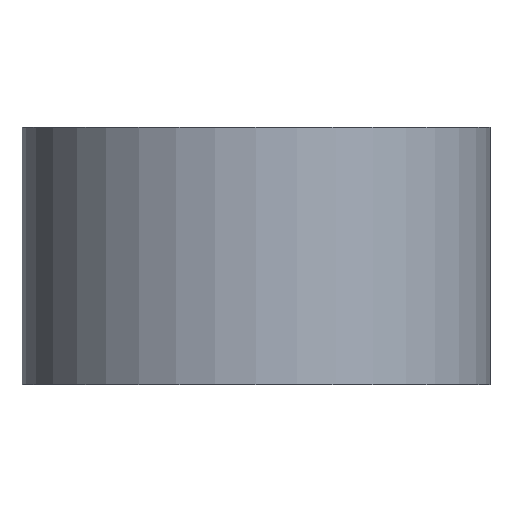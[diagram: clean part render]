
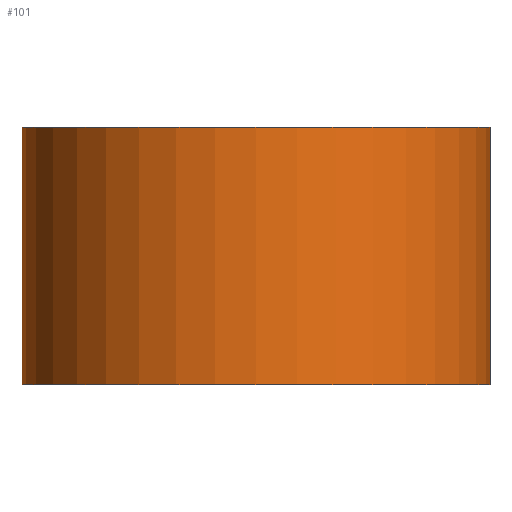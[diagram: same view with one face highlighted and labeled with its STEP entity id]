
A CAD part, front view. The second image highlights one B-rep face of the part: STEP entity #101.
In plain terms, the highlighted cylindrical face has radius 11.532 mm (diameter 23.063 mm), a partial arc.
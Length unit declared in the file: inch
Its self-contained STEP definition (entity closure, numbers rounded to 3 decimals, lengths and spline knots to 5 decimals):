
#7 = AXIS2_PLACEMENT_3D ( 'NONE', #23, #511, #170 ) ;
#23 = CARTESIAN_POINT ( 'NONE',  ( 0.406, -1.25, 0.25 ) ) ;
#47 = CIRCLE ( 'NONE', #7, 0.454 ) ;
#49 = DIRECTION ( 'NONE',  ( 0., 0., -1. ) ) ;
#61 = VERTEX_POINT ( 'NONE', #355 ) ;
#81 = CARTESIAN_POINT ( 'NONE',  ( -0.048, -1.25, 0.25 ) ) ;
#100 = DIRECTION ( 'NONE',  ( 0., 0., -1. ) ) ;
#101 = ADVANCED_FACE ( 'NONE', ( #321 ), #397, .T. ) ;
#129 = DIRECTION ( 'NONE',  ( -1., 0., 0. ) ) ;
#132 = DIRECTION ( 'NONE',  ( 0., 0., -1. ) ) ;
#147 = VERTEX_POINT ( 'NONE', #557 ) ;
#148 = DIRECTION ( 'NONE',  ( 0., 0., -1. ) ) ;
#162 = EDGE_CURVE ( 'NONE', #147, #529, #421, .T. ) ;
#165 = LINE ( 'NONE', #81, #524 ) ;
#170 = DIRECTION ( 'NONE',  ( 1., 0., 0. ) ) ;
#176 = CARTESIAN_POINT ( 'NONE',  ( 0.406, -1.25, 0.25 ) ) ;
#186 = ORIENTED_EDGE ( 'NONE', *, *, #162, .F. ) ;
#189 = CARTESIAN_POINT ( 'NONE',  ( 0.406, -1.25, -0.25 ) ) ;
#195 = EDGE_CURVE ( 'NONE', #61, #147, #293, .T. ) ;
#266 = EDGE_CURVE ( 'NONE', #61, #298, #47, .T. ) ;
#293 = LINE ( 'NONE', #426, #404 ) ;
#297 = EDGE_LOOP ( 'NONE', ( #186, #523, #546, #495 ) ) ;
#298 = VERTEX_POINT ( 'NONE', #483 ) ;
#313 = CARTESIAN_POINT ( 'NONE',  ( -0.048, -1.25, -0.25 ) ) ;
#321 = FACE_OUTER_BOUND ( 'NONE', #297, .T. ) ;
#331 = AXIS2_PLACEMENT_3D ( 'NONE', #176, #148, #129 ) ;
#339 = DIRECTION ( 'NONE',  ( 1., 0., 0. ) ) ;
#355 = CARTESIAN_POINT ( 'NONE',  ( 0.406, -0.796, 0.25 ) ) ;
#361 = AXIS2_PLACEMENT_3D ( 'NONE', #189, #132, #339 ) ;
#397 = CYLINDRICAL_SURFACE ( 'NONE', #331, 0.454 ) ;
#404 = VECTOR ( 'NONE', #100, 39.37008 ) ;
#421 = CIRCLE ( 'NONE', #361, 0.454 ) ;
#426 = CARTESIAN_POINT ( 'NONE',  ( 0.406, -0.796, 0.25 ) ) ;
#468 = EDGE_CURVE ( 'NONE', #298, #529, #165, .T. ) ;
#483 = CARTESIAN_POINT ( 'NONE',  ( -0.048, -1.25, 0.25 ) ) ;
#495 = ORIENTED_EDGE ( 'NONE', *, *, #468, .T. ) ;
#511 = DIRECTION ( 'NONE',  ( 0., 0., -1. ) ) ;
#523 = ORIENTED_EDGE ( 'NONE', *, *, #195, .F. ) ;
#524 = VECTOR ( 'NONE', #49, 39.37008 ) ;
#529 = VERTEX_POINT ( 'NONE', #313 ) ;
#546 = ORIENTED_EDGE ( 'NONE', *, *, #266, .T. ) ;
#557 = CARTESIAN_POINT ( 'NONE',  ( 0.406, -0.796, -0.25 ) ) ;
